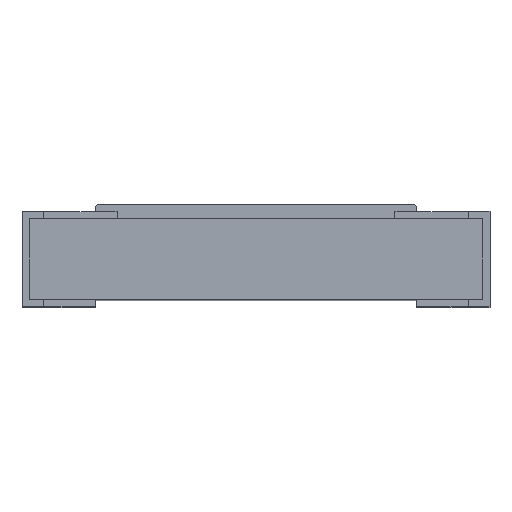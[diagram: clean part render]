
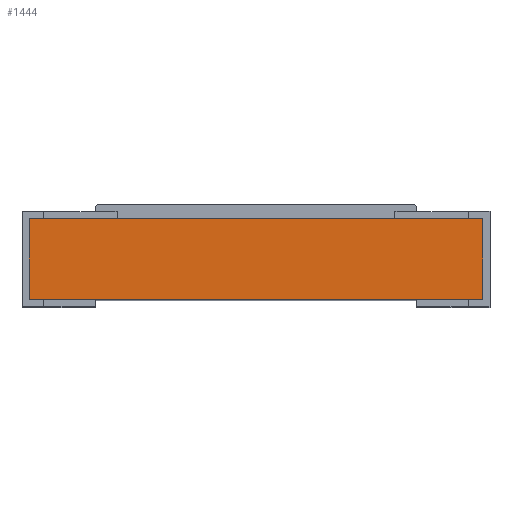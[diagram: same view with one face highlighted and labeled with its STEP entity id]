
A CAD part, top view. The second image highlights one B-rep face of the part: STEP entity #1444.
In plain terms, the highlighted face is planar.
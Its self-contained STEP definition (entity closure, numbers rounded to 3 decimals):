
#175 = AXIS2_PLACEMENT_3D ( 'NONE', #1375, #4592, #4133 ) ;
#289 = VECTOR ( 'NONE', #1712, 1000. ) ;
#389 = EDGE_LOOP ( 'NONE', ( #1524, #906, #3039, #3267 ) ) ;
#401 = LINE ( 'NONE', #5081, #1118 ) ;
#775 = CARTESIAN_POINT ( 'NONE',  ( 2.54, 0.6, 0. ) ) ;
#906 = ORIENTED_EDGE ( 'NONE', *, *, #5399, .T. ) ;
#919 = DIRECTION ( 'NONE',  ( 0., 0., 1. ) ) ;
#1118 = VECTOR ( 'NONE', #4696, 1000. ) ;
#1375 = CARTESIAN_POINT ( 'NONE',  ( 2.54, 0.65, 0. ) ) ;
#1444 = ADVANCED_FACE ( 'NONE', ( #5143 ), #3683, .F. ) ;
#1524 = ORIENTED_EDGE ( 'NONE', *, *, #2234, .T. ) ;
#1588 = CARTESIAN_POINT ( 'NONE',  ( 2.54, 0., 1.55 ) ) ;
#1712 = DIRECTION ( 'NONE',  ( 0., 0., 1. ) ) ;
#1738 = VERTEX_POINT ( 'NONE', #5204 ) ;
#1885 = VECTOR ( 'NONE', #4333, 1000. ) ;
#2045 = VERTEX_POINT ( 'NONE', #2387 ) ;
#2234 = EDGE_CURVE ( 'NONE', #2045, #2990, #2887, .T. ) ;
#2387 = CARTESIAN_POINT ( 'NONE',  ( 2.54, 0.6, -1.55 ) ) ;
#2552 = LINE ( 'NONE', #5490, #4601 ) ;
#2887 = LINE ( 'NONE', #775, #289 ) ;
#2990 = VERTEX_POINT ( 'NONE', #4709 ) ;
#3039 = ORIENTED_EDGE ( 'NONE', *, *, #4235, .F. ) ;
#3137 = LINE ( 'NONE', #1588, #1885 ) ;
#3162 = VERTEX_POINT ( 'NONE', #3934 ) ;
#3267 = ORIENTED_EDGE ( 'NONE', *, *, #4326, .F. ) ;
#3683 = PLANE ( 'NONE',  #175 ) ;
#3934 = CARTESIAN_POINT ( 'NONE',  ( 2.54, 0.05, 1.55 ) ) ;
#4133 = DIRECTION ( 'NONE',  ( 0., 0., 1. ) ) ;
#4235 = EDGE_CURVE ( 'NONE', #1738, #3162, #2552, .T. ) ;
#4326 = EDGE_CURVE ( 'NONE', #2045, #1738, #401, .T. ) ;
#4333 = DIRECTION ( 'NONE',  ( 0., -1., 0. ) ) ;
#4592 = DIRECTION ( 'NONE',  ( -1., 0., 0. ) ) ;
#4601 = VECTOR ( 'NONE', #919, 1000. ) ;
#4696 = DIRECTION ( 'NONE',  ( 0., -1., 0. ) ) ;
#4709 = CARTESIAN_POINT ( 'NONE',  ( 2.54, 0.6, 1.55 ) ) ;
#5081 = CARTESIAN_POINT ( 'NONE',  ( 2.54, 0., -1.55 ) ) ;
#5143 = FACE_OUTER_BOUND ( 'NONE', #389, .T. ) ;
#5204 = CARTESIAN_POINT ( 'NONE',  ( 2.54, 0.05, -1.55 ) ) ;
#5399 = EDGE_CURVE ( 'NONE', #2990, #3162, #3137, .T. ) ;
#5490 = CARTESIAN_POINT ( 'NONE',  ( 2.54, 0.05, 0. ) ) ;
